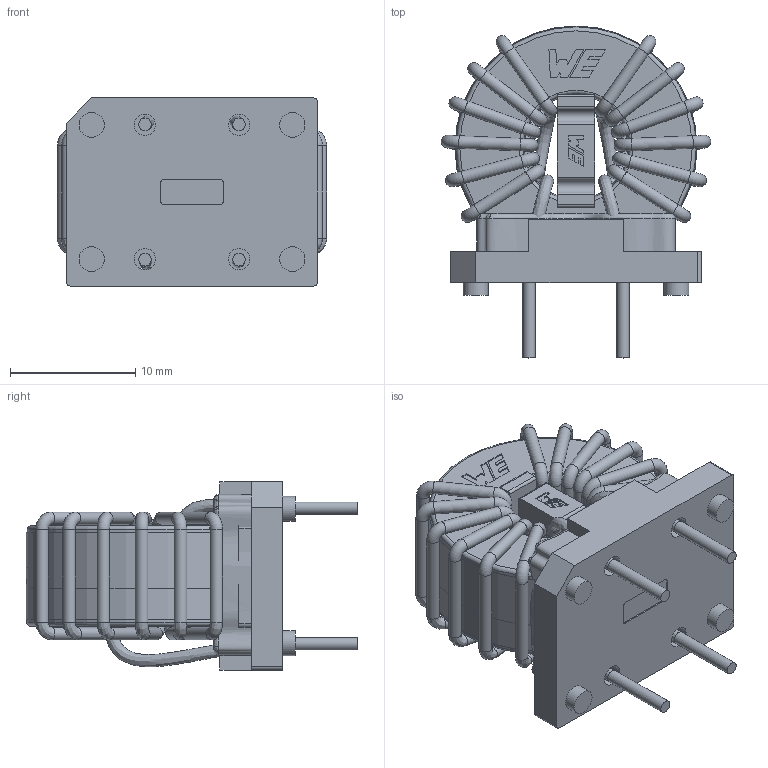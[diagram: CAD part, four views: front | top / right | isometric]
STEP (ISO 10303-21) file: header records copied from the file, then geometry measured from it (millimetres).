
FILE_DESCRIPTION(/* description */ ('Unknown'),/* implementation_level */ '2;1');
FILE_NAME(/* name */ '744803102',/* time_stamp */ '2023-11-27T11:24:03+01:00',/* author */ ('Unknown'),/* organization */ ('Unknown'),/* preprocessor_version */ 'ST-DEVELOPER v16.7',/* originating_system */ 'Solid Edge',/* authorisation */ 'Unknown');
FILE_SCHEMA (('AUTOMOTIVE_DESIGN {1 0 10303 214 3 1 1}'));
Length unit declared in the file: millimetre
Products named in the file (10): base-4p-22; BASE-4P-22; SPACER-0909-1; case_asm; CASE-T1610-3A_0; CASE-T1610-3B_0; PRT0001_0; tesaM1; glueM6; turns_m
Assembly tree (9 placements, depth 3):
  base-4p-22
    BASE-4P-22
    SPACER-0909-1
    case_asm
      CASE-T1610-3A_0
      CASE-T1610-3B_0
      PRT0001_0
    tesaM1
    glueM6
    turns_m
Bounding box: 21.48 x 26.46 x 15 mm (x, y, z)
Volume: 2861.3 mm3; surface area: 6704.7 mm2
Topology: 12 solids, 12 shells, 485 faces, 1074 edges, 680 vertices
Faces by surface type: plane 246, cylinder 152, torus 41, bspline 37, cone 9
Full cylindrical faces by diameter (mm): 1 x54, 1.7 x4, 2 x4, 8.3 x1, 9.7 x2, 16.7 x2, 19.3 x1, 19.32 x1
Entity records: 21533 total; most frequent: CARTESIAN_POINT 9932, DIRECTION 2011, ORIENTED_EDGE 1814, EDGE_CURVE 907, AXIS2_PLACEMENT_3D 771, EDGE_LOOP 707, FACE_BOUND 707, VERTEX_POINT 654
